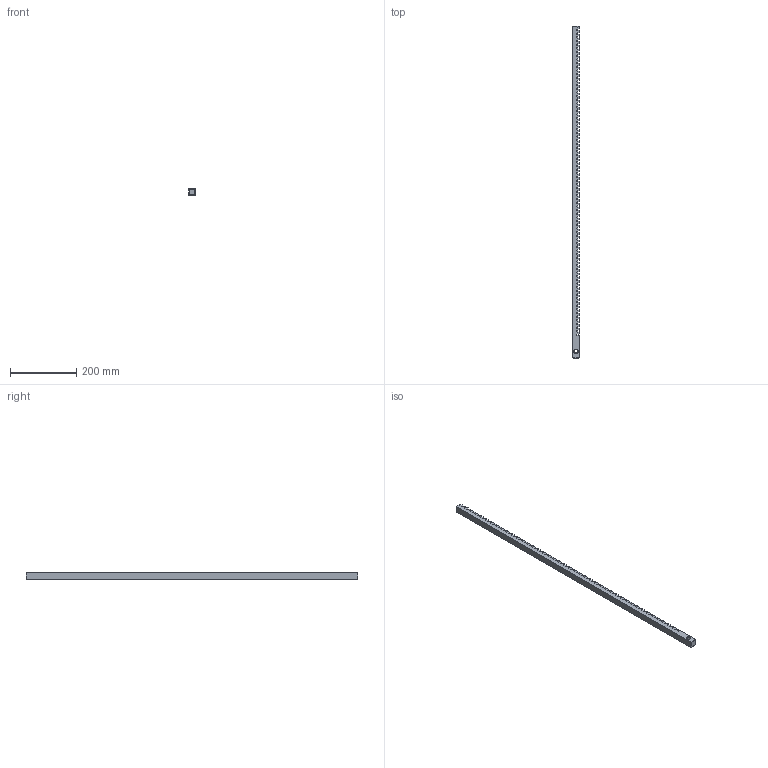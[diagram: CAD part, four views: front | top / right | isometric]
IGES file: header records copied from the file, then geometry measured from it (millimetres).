
Global section: file name: 51153_0397_08; native system: Autodesk Inventor 2022; preprocessor: unknown; author: Nesvadba; date: 20240222.125853; units: millimetre
Bounding box: 20 x 1000 x 20 mm (x, y, z)
Volume: 326501.5 mm3; surface area: 92195.8 mm2
Topology: 1 solids, 1 shells, 352 faces, 1048 edges, 698 vertices
Faces by surface type: bspline 352
